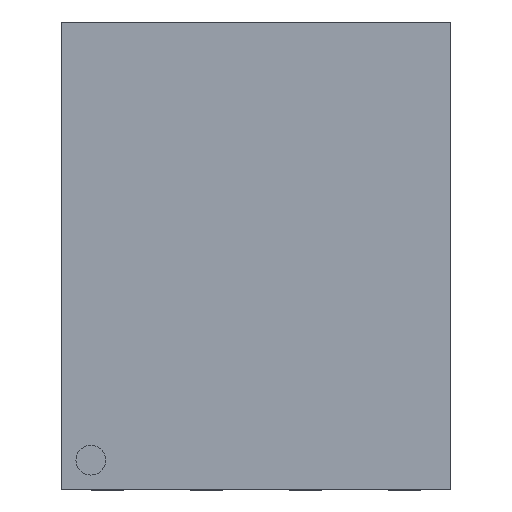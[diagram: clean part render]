
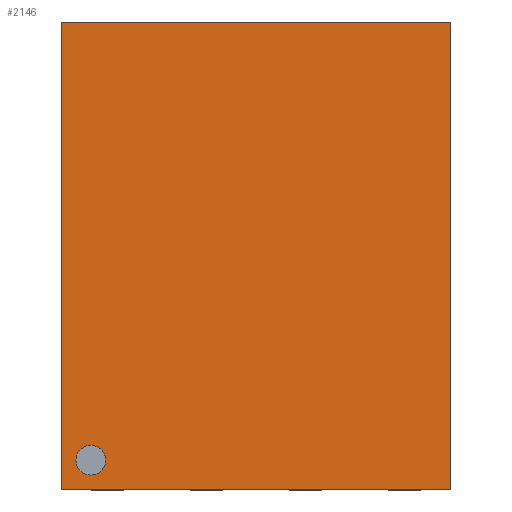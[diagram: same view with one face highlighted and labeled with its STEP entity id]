
A CAD part, top view. The second image highlights one B-rep face of the part: STEP entity #2146.
In plain terms, the highlighted planar face has unit normal (0, 0, 1).
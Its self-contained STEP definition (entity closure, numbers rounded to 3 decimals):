
#1563 = VERTEX_POINT('',#1564);
#1564 = CARTESIAN_POINT('',(-2.119,-2.429,0.75));
#1570 = EDGE_CURVE('',#1571,#1563,#1573,.T.);
#1571 = VERTEX_POINT('',#1572);
#1572 = CARTESIAN_POINT('',(-2.119,-2.81,0.75));
#1573 = CIRCLE('',#1574,0.191);
#1574 = AXIS2_PLACEMENT_3D('',#1575,#1576,#1577);
#1575 = CARTESIAN_POINT('',(-2.119,-2.619,0.75));
#1576 = DIRECTION('',(0.,-0.,1.));
#1577 = DIRECTION('',(0.,1.,0.));
#1893 = VERTEX_POINT('',#1894);
#1894 = CARTESIAN_POINT('',(-2.5,3.,0.75));
#1900 = EDGE_CURVE('',#1901,#1893,#1903,.T.);
#1901 = VERTEX_POINT('',#1902);
#1902 = CARTESIAN_POINT('',(2.5,3.,0.75));
#1903 = LINE('',#1904,#1905);
#1904 = CARTESIAN_POINT('',(-2.5,3.,0.75));
#1905 = VECTOR('',#1906,1.);
#1906 = DIRECTION('',(-1.,0.,0.));
#1947 = VERTEX_POINT('',#1948);
#1948 = CARTESIAN_POINT('',(-2.5,-3.,0.75));
#1954 = EDGE_CURVE('',#1893,#1947,#1955,.T.);
#1955 = LINE('',#1956,#1957);
#1956 = CARTESIAN_POINT('',(-2.5,-3.,0.75));
#1957 = VECTOR('',#1958,1.);
#1958 = DIRECTION('',(0.,-1.,-0.));
#2106 = VERTEX_POINT('',#2107);
#2107 = CARTESIAN_POINT('',(2.5,-3.,0.75));
#2113 = EDGE_CURVE('',#1947,#2106,#2114,.T.);
#2114 = LINE('',#2115,#2116);
#2115 = CARTESIAN_POINT('',(-2.5,-3.,0.75));
#2116 = VECTOR('',#2117,1.);
#2117 = DIRECTION('',(1.,0.,0.));
#2135 = EDGE_CURVE('',#2106,#1901,#2136,.T.);
#2136 = LINE('',#2137,#2138);
#2137 = CARTESIAN_POINT('',(2.5,-3.,0.75));
#2138 = VECTOR('',#2139,1.);
#2139 = DIRECTION('',(0.,1.,0.));
#2146 = ADVANCED_FACE('',(#2147,#2157),#2163,.T.);
#2147 = FACE_BOUND('',#2148,.T.);
#2148 = EDGE_LOOP('',(#2149,#2156));
#2149 = ORIENTED_EDGE('',*,*,#2150,.F.);
#2150 = EDGE_CURVE('',#1563,#1571,#2151,.T.);
#2151 = CIRCLE('',#2152,0.191);
#2152 = AXIS2_PLACEMENT_3D('',#2153,#2154,#2155);
#2153 = CARTESIAN_POINT('',(-2.119,-2.619,0.75));
#2154 = DIRECTION('',(0.,-0.,1.));
#2155 = DIRECTION('',(0.,1.,0.));
#2156 = ORIENTED_EDGE('',*,*,#1570,.F.);
#2157 = FACE_BOUND('',#2158,.T.);
#2158 = EDGE_LOOP('',(#2159,#2160,#2161,#2162));
#2159 = ORIENTED_EDGE('',*,*,#1900,.T.);
#2160 = ORIENTED_EDGE('',*,*,#1954,.T.);
#2161 = ORIENTED_EDGE('',*,*,#2113,.T.);
#2162 = ORIENTED_EDGE('',*,*,#2135,.T.);
#2163 = PLANE('',#2164);
#2164 = AXIS2_PLACEMENT_3D('',#2165,#2166,#2167);
#2165 = CARTESIAN_POINT('',(0.,0.,0.75));
#2166 = DIRECTION('',(0.,0.,1.));
#2167 = DIRECTION('',(0.,1.,0.));
